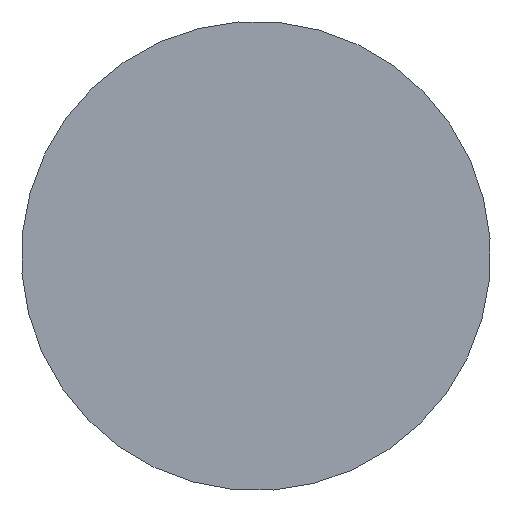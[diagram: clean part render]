
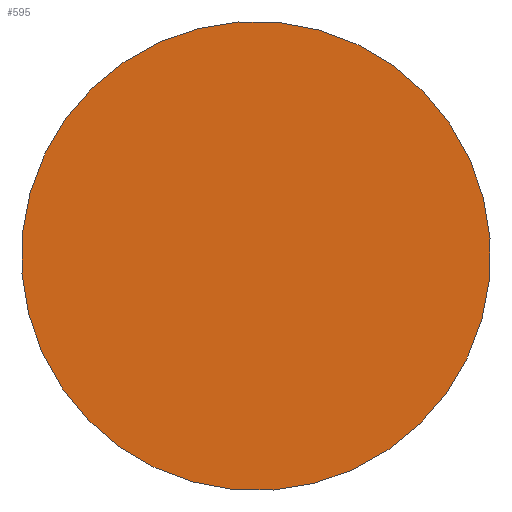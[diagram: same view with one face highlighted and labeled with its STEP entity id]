
A CAD part, front view. The second image highlights one B-rep face of the part: STEP entity #595.
In plain terms, the highlighted planar face has unit normal (0, -1, 0).
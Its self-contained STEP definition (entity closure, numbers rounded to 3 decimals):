
#160=FACE_OUTER_BOUND('',#200,.T.);
#200=EDGE_LOOP('',(#524,#525));
#239=CIRCLE('',#687,12.5);
#240=CIRCLE('',#688,12.5);
#295=VERTEX_POINT('',#1073);
#296=VERTEX_POINT('',#1074);
#374=EDGE_CURVE('',#295,#296,#239,.T.);
#375=EDGE_CURVE('',#296,#295,#240,.T.);
#524=ORIENTED_EDGE('',*,*,#374,.F.);
#525=ORIENTED_EDGE('',*,*,#375,.F.);
#562=PLANE('',#686);
#595=ADVANCED_FACE('',(#160),#562,.T.);
#686=AXIS2_PLACEMENT_3D('',#1072,#844,#845);
#687=AXIS2_PLACEMENT_3D('',#1075,#846,#847);
#688=AXIS2_PLACEMENT_3D('',#1076,#848,#849);
#844=DIRECTION('center_axis',(0.,-1.,0.));
#845=DIRECTION('ref_axis',(0.246,0.,-0.969));
#846=DIRECTION('center_axis',(0.,1.,0.));
#847=DIRECTION('ref_axis',(-0.969,0.,-0.246));
#848=DIRECTION('center_axis',(0.,1.,0.));
#849=DIRECTION('ref_axis',(-0.969,0.,-0.246));
#1072=CARTESIAN_POINT('Origin',(-6.058,-22.,-1.537));
#1073=CARTESIAN_POINT('',(-12.116,-22.,-3.073));
#1074=CARTESIAN_POINT('',(12.116,-22.,3.073));
#1075=CARTESIAN_POINT('Origin',(0.,-22.,0.));
#1076=CARTESIAN_POINT('Origin',(0.,-22.,0.));
